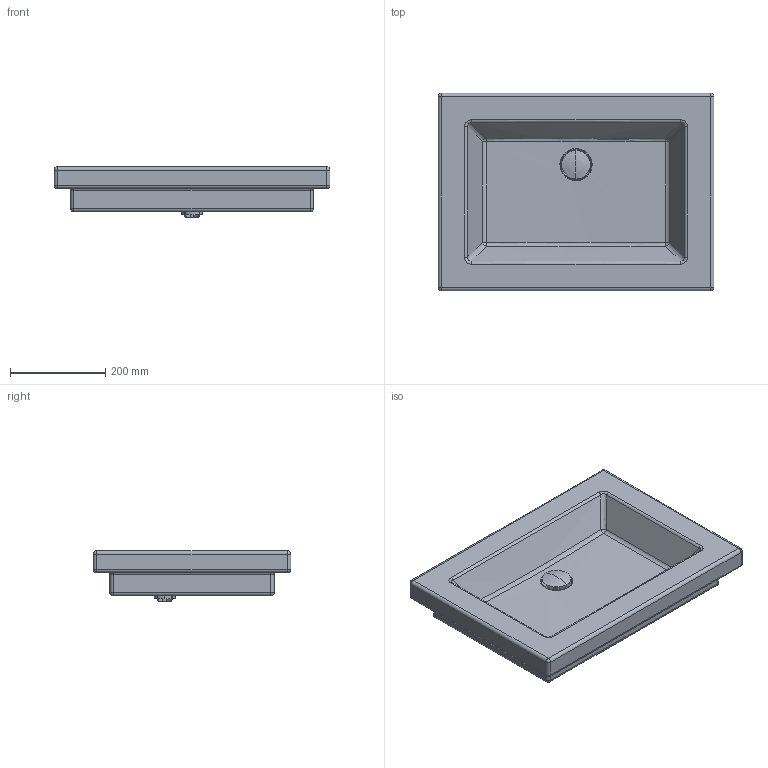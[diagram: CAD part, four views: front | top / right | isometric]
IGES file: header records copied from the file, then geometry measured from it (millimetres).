
Global section: file name: No Iges File Name specified; native system: AutoDesk Inventor R11.0; preprocessor: AutoDesk Inventor Iges Exporter R11.0; author: No Author specified; organization: No Organization specified; date: 20070309.101812; units: millimetre
Bounding box: 580 x 415 x 106.16 mm (x, y, z)
Volume: 9368466.2 mm3; surface area: 740265.8 mm2
Topology: 3 solids, 3 shells, 131 faces, 298 edges, 168 vertices
Faces by surface type: cylinder 36, bspline 33, plane 31, revolution 17, sphere 8, torus 4, cone 2
